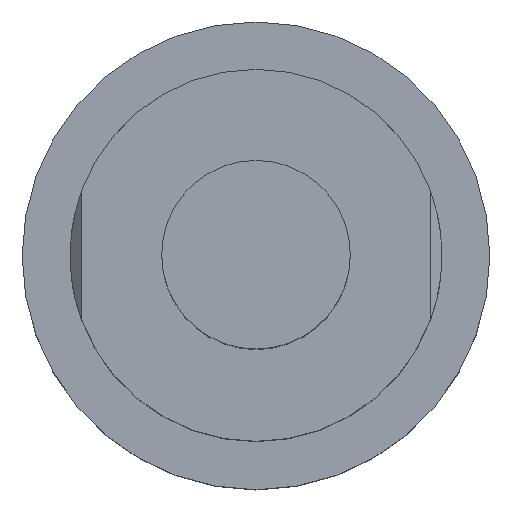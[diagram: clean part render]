
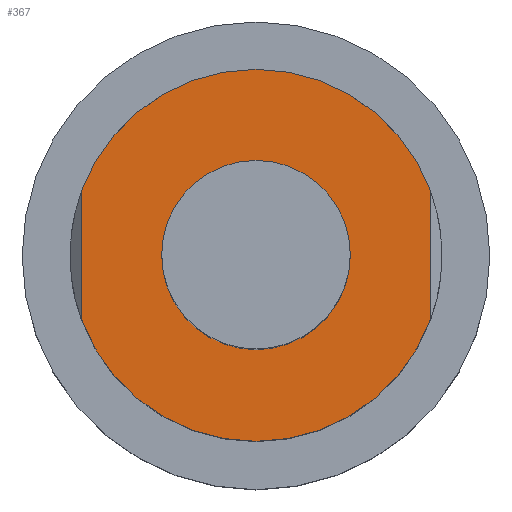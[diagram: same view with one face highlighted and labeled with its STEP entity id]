
A CAD part, top view. The second image highlights one B-rep face of the part: STEP entity #367.
In plain terms, the highlighted planar face has unit normal (0, 0, 1).
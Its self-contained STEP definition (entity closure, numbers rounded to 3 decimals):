
#10 = EDGE_CURVE ( 'NONE', #108, #232, #70, .T. ) ;
#19 = ORIENTED_EDGE ( 'NONE', *, *, #594, .F. ) ;
#25 = EDGE_LOOP ( 'NONE', ( #478, #49, #168, #86 ) ) ;
#26 = VERTEX_POINT ( 'NONE', #264 ) ;
#30 = CARTESIAN_POINT ( 'NONE',  ( 0., 0., -50. ) ) ;
#35 = FACE_OUTER_BOUND ( 'NONE', #25, .T. ) ;
#40 = DIRECTION ( 'NONE',  ( 0., 1., 0. ) ) ;
#41 = CARTESIAN_POINT ( 'NONE',  ( 0., 0., -50. ) ) ;
#49 = ORIENTED_EDGE ( 'NONE', *, *, #10, .T. ) ;
#70 = LINE ( 'NONE', #498, #704 ) ;
#86 = ORIENTED_EDGE ( 'NONE', *, *, #246, .F. ) ;
#91 = CARTESIAN_POINT ( 'NONE',  ( -12.7, 0., -50. ) ) ;
#97 = EDGE_CURVE ( 'NONE', #232, #330, #629, .T. ) ;
#108 = VERTEX_POINT ( 'NONE', #711 ) ;
#119 = DIRECTION ( 'NONE',  ( 1., 0., 0. ) ) ;
#121 = CIRCLE ( 'NONE', #558, 12.7 ) ;
#168 = ORIENTED_EDGE ( 'NONE', *, *, #97, .T. ) ;
#192 = VERTEX_POINT ( 'NONE', #91 ) ;
#209 = DIRECTION ( 'NONE',  ( 0., 0., 1. ) ) ;
#232 = VERTEX_POINT ( 'NONE', #473 ) ;
#245 = DIRECTION ( 'NONE',  ( -1., 0., 0. ) ) ;
#246 = EDGE_CURVE ( 'NONE', #26, #330, #761, .T. ) ;
#251 = PLANE ( 'NONE',  #344 ) ;
#252 = AXIS2_PLACEMENT_3D ( 'NONE', #30, #461, #653 ) ;
#264 = CARTESIAN_POINT ( 'NONE',  ( -23.5, -8.675, -50. ) ) ;
#299 = CARTESIAN_POINT ( 'NONE',  ( 12.7, 0., -50. ) ) ;
#303 = CARTESIAN_POINT ( 'NONE',  ( 0., 12.7, -50. ) ) ;
#304 = CARTESIAN_POINT ( 'NONE',  ( -23.5, 8.675, -50. ) ) ;
#310 = DIRECTION ( 'NONE',  ( 0., 0., -1. ) ) ;
#314 = CIRCLE ( 'NONE', #741, 25.05 ) ;
#324 = CIRCLE ( 'NONE', #728, 12.7 ) ;
#329 = DIRECTION ( 'NONE',  ( 1., 0., 0. ) ) ;
#330 = VERTEX_POINT ( 'NONE', #304 ) ;
#336 = VERTEX_POINT ( 'NONE', #299 ) ;
#344 = AXIS2_PLACEMENT_3D ( 'NONE', #303, #310, #245 ) ;
#357 = DIRECTION ( 'NONE',  ( 0., 0., 1. ) ) ;
#367 = ADVANCED_FACE ( 'NONE', ( #447, #35 ), #251, .F. ) ;
#375 = VECTOR ( 'NONE', #40, 1000. ) ;
#391 = DIRECTION ( 'NONE',  ( 0., 1., 0. ) ) ;
#402 = EDGE_CURVE ( 'NONE', #26, #108, #314, .T. ) ;
#426 = CARTESIAN_POINT ( 'NONE',  ( 0., 0., -50. ) ) ;
#447 = FACE_BOUND ( 'NONE', #482, .T. ) ;
#461 = DIRECTION ( 'NONE',  ( 0., 0., 1. ) ) ;
#468 = CARTESIAN_POINT ( 'NONE',  ( -23.5, -31.5, -50. ) ) ;
#473 = CARTESIAN_POINT ( 'NONE',  ( 23.5, 8.675, -50. ) ) ;
#478 = ORIENTED_EDGE ( 'NONE', *, *, #402, .T. ) ;
#482 = EDGE_LOOP ( 'NONE', ( #19, #503 ) ) ;
#498 = CARTESIAN_POINT ( 'NONE',  ( 23.5, -31.5, -50. ) ) ;
#503 = ORIENTED_EDGE ( 'NONE', *, *, #610, .F. ) ;
#549 = DIRECTION ( 'NONE',  ( 0., 0., 1. ) ) ;
#558 = AXIS2_PLACEMENT_3D ( 'NONE', #426, #549, #614 ) ;
#594 = EDGE_CURVE ( 'NONE', #336, #192, #324, .T. ) ;
#610 = EDGE_CURVE ( 'NONE', #192, #336, #121, .T. ) ;
#614 = DIRECTION ( 'NONE',  ( 1., 0., 0. ) ) ;
#629 = CIRCLE ( 'NONE', #252, 25.05 ) ;
#653 = DIRECTION ( 'NONE',  ( 1., 0., 0. ) ) ;
#704 = VECTOR ( 'NONE', #391, 1000. ) ;
#711 = CARTESIAN_POINT ( 'NONE',  ( 23.5, -8.675, -50. ) ) ;
#728 = AXIS2_PLACEMENT_3D ( 'NONE', #748, #209, #329 ) ;
#741 = AXIS2_PLACEMENT_3D ( 'NONE', #41, #357, #119 ) ;
#748 = CARTESIAN_POINT ( 'NONE',  ( 0., 0., -50. ) ) ;
#761 = LINE ( 'NONE', #468, #375 ) ;
